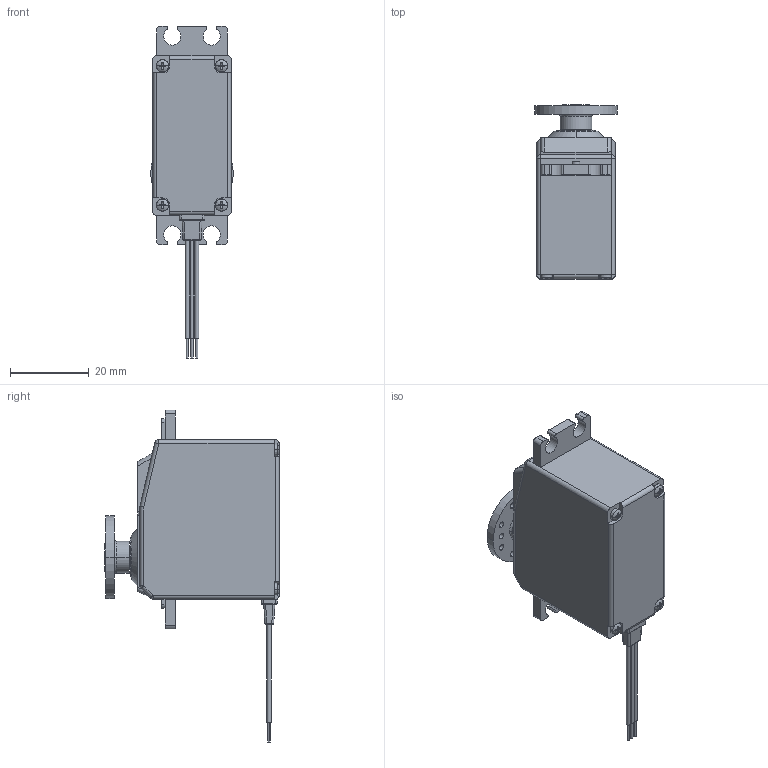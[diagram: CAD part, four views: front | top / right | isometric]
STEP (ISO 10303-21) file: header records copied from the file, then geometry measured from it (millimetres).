
FILE_DESCRIPTION((''),'2;1');
FILE_NAME('SERVO-FUTABA-SP-S148_ASM','2014-08-18T',('scrameustache'),(''),'PRO/ENGINEER BY PARAMETRIC TECHNOLOGY CORPORATION, 2014000','PRO/ENGINEER BY PARAMETRIC TECHNOLOGY CORPORATION, 2014000','');
FILE_SCHEMA(('CONFIG_CONTROL_DESIGN'));
Length unit declared in the file: millimetre
Products named in the file (6): SERVO-FUTABA-FP-S148-BOX; VIS-M16X3-DIN7985-PHILIPS; WIRE-20AWG-RIBBON-3-30; SERVO-HORN-C-DISK-FSH6R; VIS-M25X8-DIN7985-PHILIPS; SERVO-FUTABA-SP-S148_ASM
Assembly tree (8 placements, depth 2):
  SERVO-FUTABA-SP-S148_ASM
    SERVO-FUTABA-FP-S148-BOX
    VIS-M16X3-DIN7985-PHILIPS  x4
    WIRE-20AWG-RIBBON-3-30
    SERVO-HORN-C-DISK-FSH6R
    VIS-M25X8-DIN7985-PHILIPS
Bounding box: 21 x 44.45 x 84.45 mm (x, y, z)
Volume: 30293.8 mm3; surface area: 8813.9 mm2
Topology: 8 solids, 8 shells, 1130 faces, 2897 edges, 1831 vertices
Faces by surface type: plane 734, cylinder 262, bspline 55, cone 55, sphere 18, torus 6
Entity records: 37557 total; most frequent: CARTESIAN_POINT 14878, ORIENTED_EDGE 4852, DIRECTION 4365, EDGE_CURVE 2426, VECTOR 1689, LINE 1689, VERTEX_POINT 1540, AXIS2_PLACEMENT_3D 1338
